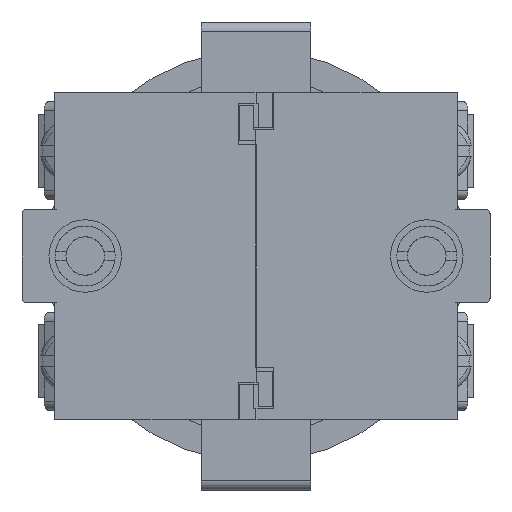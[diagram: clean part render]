
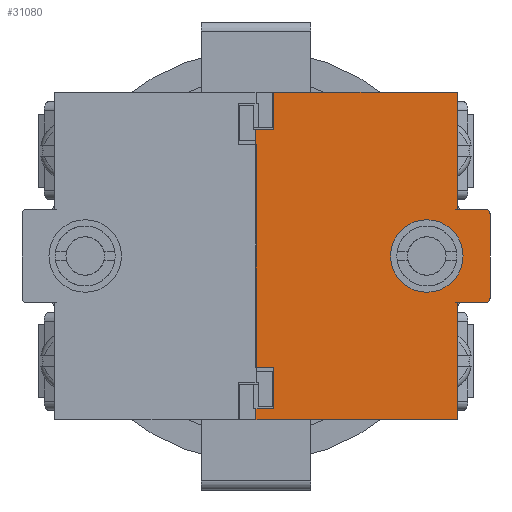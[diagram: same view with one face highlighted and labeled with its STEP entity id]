
A CAD part, front view. The second image highlights one B-rep face of the part: STEP entity #31080.
In plain terms, the highlighted planar face has unit normal (0, -1, 0).
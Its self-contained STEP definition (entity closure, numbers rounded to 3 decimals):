
#72 = CARTESIAN_POINT ( 'NONE',  ( 1.9, -67.1, 13.5 ) ) ;
#229 = DIRECTION ( 'NONE',  ( 1., 0., 0. ) ) ;
#581 = VERTEX_POINT ( 'NONE', #31943 ) ;
#876 = ORIENTED_EDGE ( 'NONE', *, *, #18903, .F. ) ;
#1059 = VERTEX_POINT ( 'NONE', #31323 ) ;
#1065 = VECTOR ( 'NONE', #8014, 1000. ) ;
#1119 = DIRECTION ( 'NONE',  ( 0., 1., 0. ) ) ;
#1877 = CARTESIAN_POINT ( 'NONE',  ( 0., -67.1, -17.5 ) ) ;
#1893 = VECTOR ( 'NONE', #31738, 1000. ) ;
#1974 = VECTOR ( 'NONE', #23067, 1000. ) ;
#2555 = CIRCLE ( 'NONE', #14717, 3.875 ) ;
#2900 = VERTEX_POINT ( 'NONE', #17025 ) ;
#3122 = DIRECTION ( 'NONE',  ( 0., -1., 0. ) ) ;
#4123 = VERTEX_POINT ( 'NONE', #72 ) ;
#4717 = CARTESIAN_POINT ( 'NONE',  ( 25., -67.1, 5. ) ) ;
#4836 = CARTESIAN_POINT ( 'NONE',  ( 12.5, -67.1, -11.9 ) ) ;
#5121 = EDGE_CURVE ( 'NONE', #28404, #27400, #7245, .T. ) ;
#5153 = CARTESIAN_POINT ( 'NONE',  ( 24.5, -67.1, 5. ) ) ;
#5424 = CARTESIAN_POINT ( 'NONE',  ( 25., -67.1, 4.5 ) ) ;
#5677 = DIRECTION ( 'NONE',  ( 0., 1., 0. ) ) ;
#5782 = CARTESIAN_POINT ( 'NONE',  ( 24.5, -67.1, -5. ) ) ;
#5852 = EDGE_CURVE ( 'NONE', #33381, #24080, #21984, .T. ) ;
#6194 = DIRECTION ( 'NONE',  ( 0., 0., -1. ) ) ;
#6321 = CARTESIAN_POINT ( 'NONE',  ( 1.9, -67.1, -11.9 ) ) ;
#6885 = CARTESIAN_POINT ( 'NONE',  ( -0.3, -67.1, 13.5 ) ) ;
#7245 = CIRCLE ( 'NONE', #25054, 3.875 ) ;
#7876 = DIRECTION ( 'NONE',  ( 1., 0., 0. ) ) ;
#8014 = DIRECTION ( 'NONE',  ( 0., 0., -1. ) ) ;
#8171 = ORIENTED_EDGE ( 'NONE', *, *, #35306, .F. ) ;
#8267 = VERTEX_POINT ( 'NONE', #24312 ) ;
#8272 = EDGE_CURVE ( 'NONE', #27400, #28404, #2555, .T. ) ;
#8315 = DIRECTION ( 'NONE',  ( -1., 0., 0. ) ) ;
#8420 = ORIENTED_EDGE ( 'NONE', *, *, #27059, .T. ) ;
#8926 = VECTOR ( 'NONE', #16041, 1000. ) ;
#9849 = EDGE_CURVE ( 'NONE', #31408, #24080, #13181, .T. ) ;
#9882 = DIRECTION ( 'NONE',  ( -1., 0., 0. ) ) ;
#10072 = VERTEX_POINT ( 'NONE', #26556 ) ;
#10153 = DIRECTION ( 'NONE',  ( 1., 0., 0. ) ) ;
#10333 = LINE ( 'NONE', #16135, #26397 ) ;
#10354 = CARTESIAN_POINT ( 'NONE',  ( 21.5, -67.1, 5. ) ) ;
#10472 = CARTESIAN_POINT ( 'NONE',  ( 14.375, -67.1, 0. ) ) ;
#10521 = CARTESIAN_POINT ( 'NONE',  ( 0., -67.1, 13.5 ) ) ;
#11300 = ORIENTED_EDGE ( 'NONE', *, *, #11544, .F. ) ;
#11445 = VECTOR ( 'NONE', #25586, 1000. ) ;
#11544 = EDGE_CURVE ( 'NONE', #8267, #1059, #33358, .T. ) ;
#11621 = VERTEX_POINT ( 'NONE', #6321 ) ;
#11744 = LINE ( 'NONE', #4717, #14349 ) ;
#11867 = EDGE_CURVE ( 'NONE', #581, #16344, #31038, .T. ) ;
#12052 = CARTESIAN_POINT ( 'NONE',  ( 12.5, -67.1, 0. ) ) ;
#12141 = CARTESIAN_POINT ( 'NONE',  ( 1.9, -67.1, 17.5 ) ) ;
#12321 = DIRECTION ( 'NONE',  ( 0., 0., -1. ) ) ;
#12741 = LINE ( 'NONE', #33567, #11445 ) ;
#13181 = CIRCLE ( 'NONE', #13532, 0.5 ) ;
#13217 = CARTESIAN_POINT ( 'NONE',  ( 0., -67.1, -11.9 ) ) ;
#13474 = CARTESIAN_POINT ( 'NONE',  ( 25., -67.1, -17.5 ) ) ;
#13532 = AXIS2_PLACEMENT_3D ( 'NONE', #30564, #3122, #229 ) ;
#13583 = ORIENTED_EDGE ( 'NONE', *, *, #24255, .F. ) ;
#14349 = VECTOR ( 'NONE', #24302, 1000. ) ;
#14467 = EDGE_CURVE ( 'NONE', #26138, #10072, #11744, .T. ) ;
#14697 = ORIENTED_EDGE ( 'NONE', *, *, #19609, .F. ) ;
#14717 = AXIS2_PLACEMENT_3D ( 'NONE', #30479, #5677, #22372 ) ;
#15925 = DIRECTION ( 'NONE',  ( 0., 1., 0. ) ) ;
#16041 = DIRECTION ( 'NONE',  ( 0., 0., -1. ) ) ;
#16135 = CARTESIAN_POINT ( 'NONE',  ( 25., -67.1, -5. ) ) ;
#16172 = ORIENTED_EDGE ( 'NONE', *, *, #21354, .T. ) ;
#16344 = VERTEX_POINT ( 'NONE', #26177 ) ;
#16665 = LINE ( 'NONE', #23389, #1893 ) ;
#17025 = CARTESIAN_POINT ( 'NONE',  ( 21.5, -67.1, 17.5 ) ) ;
#17493 = CARTESIAN_POINT ( 'NONE',  ( 0., -67.1, -17.5 ) ) ;
#17896 = DIRECTION ( 'NONE',  ( 1., 0., 0. ) ) ;
#18083 = ORIENTED_EDGE ( 'NONE', *, *, #22734, .T. ) ;
#18525 = ORIENTED_EDGE ( 'NONE', *, *, #5121, .T. ) ;
#18528 = LINE ( 'NONE', #26294, #35861 ) ;
#18903 = EDGE_CURVE ( 'NONE', #27208, #31816, #19380, .T. ) ;
#18926 = VECTOR ( 'NONE', #34609, 1000. ) ;
#18971 = CARTESIAN_POINT ( 'NONE',  ( 18.25, -67.1, 0. ) ) ;
#19380 = LINE ( 'NONE', #17493, #1974 ) ;
#19609 = EDGE_CURVE ( 'NONE', #27854, #16344, #16665, .T. ) ;
#19851 = AXIS2_PLACEMENT_3D ( 'NONE', #12052, #1119, #17896 ) ;
#20102 = ORIENTED_EDGE ( 'NONE', *, *, #30590, .T. ) ;
#20241 = EDGE_LOOP ( 'NONE', ( #18525, #34429 ) ) ;
#20373 = LINE ( 'NONE', #26510, #29485 ) ;
#20512 = ORIENTED_EDGE ( 'NONE', *, *, #25528, .T. ) ;
#20880 = EDGE_LOOP ( 'NONE', ( #20102, #33301, #14697, #13583, #11300, #32669, #22840, #26476, #26948, #31900, #18083, #8171, #20512, #8420, #876, #16172 ) ) ;
#21051 = DIRECTION ( 'NONE',  ( 0., 0., 1. ) ) ;
#21112 = VECTOR ( 'NONE', #21051, 1000. ) ;
#21354 = EDGE_CURVE ( 'NONE', #27208, #11621, #35088, .T. ) ;
#21459 = EDGE_CURVE ( 'NONE', #31408, #8267, #10333, .T. ) ;
#21984 = LINE ( 'NONE', #13474, #8926 ) ;
#22356 = AXIS2_PLACEMENT_3D ( 'NONE', #29342, #26798, #10153 ) ;
#22372 = DIRECTION ( 'NONE',  ( 1., 0., 0. ) ) ;
#22535 = VECTOR ( 'NONE', #6194, 1000. ) ;
#22734 = EDGE_CURVE ( 'NONE', #10072, #2900, #29323, .T. ) ;
#22840 = ORIENTED_EDGE ( 'NONE', *, *, #9849, .T. ) ;
#23067 = DIRECTION ( 'NONE',  ( 0., 0., 1. ) ) ;
#23389 = CARTESIAN_POINT ( 'NONE',  ( 0., -67.1, -17.5 ) ) ;
#23782 = DIRECTION ( 'NONE',  ( -1., 0., 0. ) ) ;
#24080 = VERTEX_POINT ( 'NONE', #31172 ) ;
#24205 = CARTESIAN_POINT ( 'NONE',  ( 1.9, -67.1, 17.5 ) ) ;
#24255 = EDGE_CURVE ( 'NONE', #1059, #27854, #20373, .T. ) ;
#24300 = DIRECTION ( 'NONE',  ( 1., 0., 0. ) ) ;
#24302 = DIRECTION ( 'NONE',  ( -1., 0., 0. ) ) ;
#24312 = CARTESIAN_POINT ( 'NONE',  ( 21.5, -67.1, -5. ) ) ;
#25054 = AXIS2_PLACEMENT_3D ( 'NONE', #18971, #15925, #7876 ) ;
#25528 = EDGE_CURVE ( 'NONE', #32382, #4123, #34955, .T. ) ;
#25586 = DIRECTION ( 'NONE',  ( 1., 0., 0. ) ) ;
#26138 = VERTEX_POINT ( 'NONE', #5153 ) ;
#26177 = CARTESIAN_POINT ( 'NONE',  ( 0., -67.1, -16.3 ) ) ;
#26280 = FACE_BOUND ( 'NONE', #20241, .T. ) ;
#26294 = CARTESIAN_POINT ( 'NONE',  ( 1.9, -67.1, -16.3 ) ) ;
#26397 = VECTOR ( 'NONE', #23782, 1000. ) ;
#26476 = ORIENTED_EDGE ( 'NONE', *, *, #5852, .F. ) ;
#26510 = CARTESIAN_POINT ( 'NONE',  ( 25., -67.1, -17.5 ) ) ;
#26556 = CARTESIAN_POINT ( 'NONE',  ( 21.5, -67.1, 5. ) ) ;
#26798 = DIRECTION ( 'NONE',  ( 0., -1., 0. ) ) ;
#26948 = ORIENTED_EDGE ( 'NONE', *, *, #29353, .T. ) ;
#27059 = EDGE_CURVE ( 'NONE', #4123, #31816, #32328, .T. ) ;
#27208 = VERTEX_POINT ( 'NONE', #13217 ) ;
#27400 = VERTEX_POINT ( 'NONE', #30663 ) ;
#27854 = VERTEX_POINT ( 'NONE', #1877 ) ;
#28342 = VECTOR ( 'NONE', #8315, 1000. ) ;
#28404 = VERTEX_POINT ( 'NONE', #10472 ) ;
#29323 = LINE ( 'NONE', #10354, #21112 ) ;
#29342 = CARTESIAN_POINT ( 'NONE',  ( 24.5, -67.1, 4.5 ) ) ;
#29353 = EDGE_CURVE ( 'NONE', #33381, #26138, #34174, .T. ) ;
#29485 = VECTOR ( 'NONE', #9882, 1000. ) ;
#30479 = CARTESIAN_POINT ( 'NONE',  ( 18.25, -67.1, 0. ) ) ;
#30564 = CARTESIAN_POINT ( 'NONE',  ( 24.5, -67.1, -4.5 ) ) ;
#30590 = EDGE_CURVE ( 'NONE', #11621, #581, #18528, .T. ) ;
#30663 = CARTESIAN_POINT ( 'NONE',  ( 22.125, -67.1, 0. ) ) ;
#31038 = LINE ( 'NONE', #33327, #28342 ) ;
#31080 = ADVANCED_FACE ( 'NONE', ( #26280, #33166 ), #34390, .F. ) ;
#31172 = CARTESIAN_POINT ( 'NONE',  ( 25., -67.1, -4.5 ) ) ;
#31323 = CARTESIAN_POINT ( 'NONE',  ( 21.5, -67.1, -17.5 ) ) ;
#31345 = CARTESIAN_POINT ( 'NONE',  ( 21.5, -67.1, -5. ) ) ;
#31408 = VERTEX_POINT ( 'NONE', #5782 ) ;
#31738 = DIRECTION ( 'NONE',  ( 0., 0., 1. ) ) ;
#31816 = VERTEX_POINT ( 'NONE', #10521 ) ;
#31900 = ORIENTED_EDGE ( 'NONE', *, *, #14467, .T. ) ;
#31943 = CARTESIAN_POINT ( 'NONE',  ( 1.9, -67.1, -16.3 ) ) ;
#32328 = LINE ( 'NONE', #6885, #18926 ) ;
#32382 = VERTEX_POINT ( 'NONE', #12141 ) ;
#32669 = ORIENTED_EDGE ( 'NONE', *, *, #21459, .F. ) ;
#33166 = FACE_OUTER_BOUND ( 'NONE', #20880, .T. ) ;
#33301 = ORIENTED_EDGE ( 'NONE', *, *, #11867, .T. ) ;
#33327 = CARTESIAN_POINT ( 'NONE',  ( 1.9, -67.1, -16.3 ) ) ;
#33358 = LINE ( 'NONE', #31345, #22535 ) ;
#33381 = VERTEX_POINT ( 'NONE', #5424 ) ;
#33567 = CARTESIAN_POINT ( 'NONE',  ( 25., -67.1, 17.5 ) ) ;
#34174 = CIRCLE ( 'NONE', #22356, 0.5 ) ;
#34390 = PLANE ( 'NONE',  #19851 ) ;
#34429 = ORIENTED_EDGE ( 'NONE', *, *, #8272, .T. ) ;
#34609 = DIRECTION ( 'NONE',  ( -1., 0., 0. ) ) ;
#34955 = LINE ( 'NONE', #24205, #1065 ) ;
#35088 = LINE ( 'NONE', #4836, #35928 ) ;
#35306 = EDGE_CURVE ( 'NONE', #32382, #2900, #12741, .T. ) ;
#35861 = VECTOR ( 'NONE', #12321, 1000. ) ;
#35928 = VECTOR ( 'NONE', #24300, 1000. ) ;
